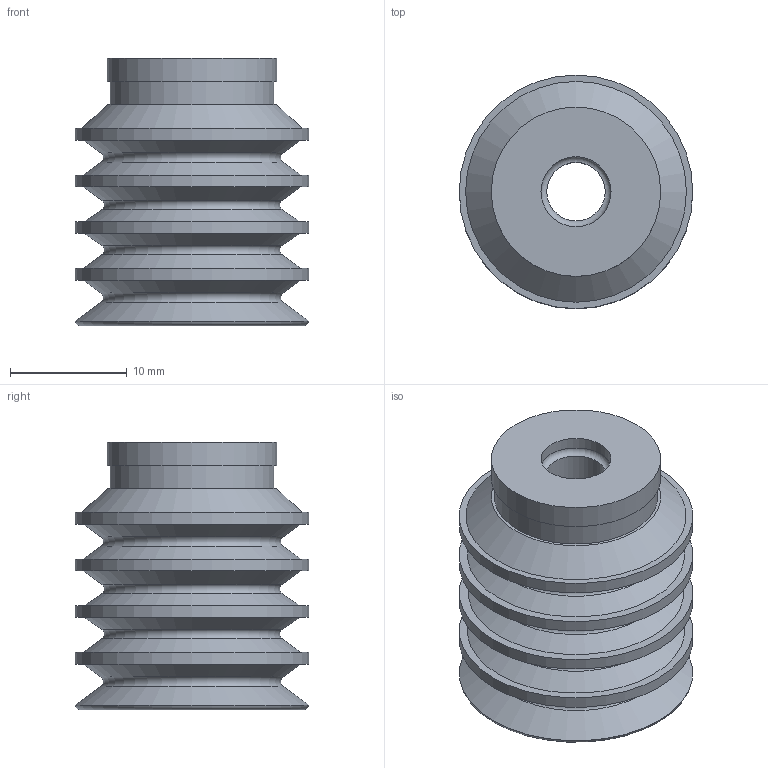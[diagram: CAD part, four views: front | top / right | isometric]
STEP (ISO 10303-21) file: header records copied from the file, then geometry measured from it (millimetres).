
FILE_DESCRIPTION( ( 'Unknown' ), '1' );
FILE_NAME( 'PIAB_ISM_0101115.stp', 'Unknown', ( 'MaK' ), ( 'FALUTEKNIK AB' ), 'XStep 1.0', 'Solid Edge V15', ' ' );
FILE_SCHEMA( ( 'CONFIG_CONTROL_DESIGN' ) );
Length unit declared in the file: millimetre
Products named in the file (1): PIAB_ISM_3150110
Bounding box: 20 x 20 x 22.9 mm (x, y, z)
Volume: 1706.9 mm3; surface area: 3717.3 mm2
Topology: 1 solids, 2 shells, 58 faces, 111 edges, 66 vertices
Faces by surface type: cone 18, torus 16, plane 13, cylinder 11
Full cylindrical faces by diameter (mm): 5 x1, 6 x1, 7 x1, 9.5 x1, 10 x1, 14 x1, 14.5 x1, 20 x4
Entity records: 1215 total; most frequent: DIRECTION 234, CARTESIAN_POINT 175, AXIS2_PLACEMENT_3D 117, EDGE_LOOP 116, ORIENTED_EDGE 116, FACE_OUTER_BOUND 85, ADVANCED_FACE 58, EDGE_CURVE 58
